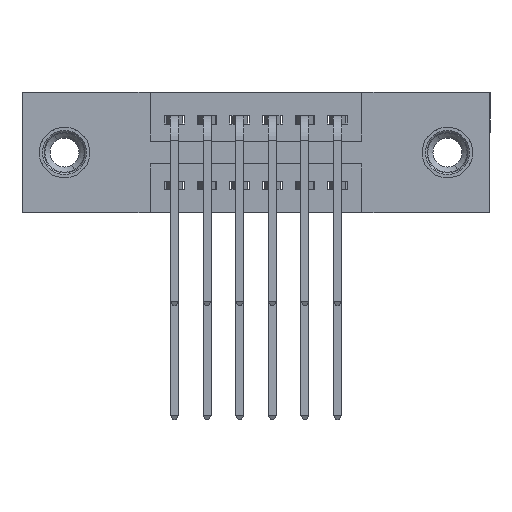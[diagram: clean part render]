
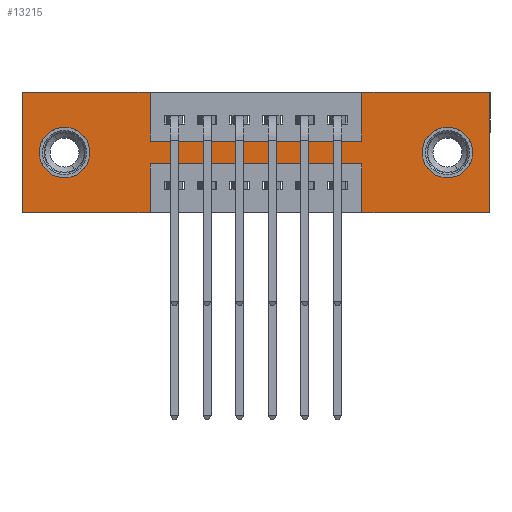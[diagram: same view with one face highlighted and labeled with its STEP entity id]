
A CAD part, front view. The second image highlights one B-rep face of the part: STEP entity #13215.
In plain terms, the highlighted planar face has unit normal (0, -1, 0).
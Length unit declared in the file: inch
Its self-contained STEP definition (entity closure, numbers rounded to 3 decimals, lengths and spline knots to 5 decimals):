
#82 = VERTEX_POINT ( 'NONE', #10155 ) ;
#107 = VERTEX_POINT ( 'NONE', #6354 ) ;
#122 = VERTEX_POINT ( 'NONE', #895 ) ;
#243 = DIRECTION ( 'NONE',  ( 0., 0., 1. ) ) ;
#246 = CARTESIAN_POINT ( 'NONE',  ( 0.3925, 0., -0.22 ) ) ;
#294 = CARTESIAN_POINT ( 'NONE',  ( 0., 0., -0.37 ) ) ;
#324 = VERTEX_POINT ( 'NONE', #3226 ) ;
#600 = EDGE_CURVE ( 'NONE', #6297, #8561, #2547, .T. ) ;
#679 = VECTOR ( 'NONE', #8558, 39.37008 ) ;
#824 = CARTESIAN_POINT ( 'NONE',  ( 0., 0., 0. ) ) ;
#895 = CARTESIAN_POINT ( 'NONE',  ( 0.13, 0., -0.263 ) ) ;
#1035 = CARTESIAN_POINT ( 'NONE',  ( 0.3925, 0., -0.15 ) ) ;
#1104 = CARTESIAN_POINT ( 'NONE',  ( 1.305, 0., -0.263 ) ) ;
#1132 = CARTESIAN_POINT ( 'NONE',  ( 0.3925, 0., 0. ) ) ;
#1146 = VECTOR ( 'NONE', #6807, 39.37008 ) ;
#1527 = CARTESIAN_POINT ( 'NONE',  ( 1.0425, 0., 0. ) ) ;
#1705 = ORIENTED_EDGE ( 'NONE', *, *, #9671, .F. ) ;
#1762 = AXIS2_PLACEMENT_3D ( 'NONE', #8898, #2663, #9890 ) ;
#1905 = CIRCLE ( 'NONE', #2676, 0.078 ) ;
#1913 = CARTESIAN_POINT ( 'NONE',  ( 0., 0., -0.37 ) ) ;
#1919 = ORIENTED_EDGE ( 'NONE', *, *, #10667, .F. ) ;
#2019 = ORIENTED_EDGE ( 'NONE', *, *, #11354, .T. ) ;
#2293 = ORIENTED_EDGE ( 'NONE', *, *, #9879, .F. ) ;
#2407 = DIRECTION ( 'NONE',  ( 0., 0., -1. ) ) ;
#2411 = CARTESIAN_POINT ( 'NONE',  ( 0.13, 0., -0.185 ) ) ;
#2547 = LINE ( 'NONE', #2990, #3754 ) ;
#2563 = ORIENTED_EDGE ( 'NONE', *, *, #7917, .T. ) ;
#2663 = DIRECTION ( 'NONE',  ( 0., 1., 0. ) ) ;
#2676 = AXIS2_PLACEMENT_3D ( 'NONE', #12617, #6554, #243 ) ;
#2881 = VERTEX_POINT ( 'NONE', #5920 ) ;
#2990 = CARTESIAN_POINT ( 'NONE',  ( 0., 0., 0. ) ) ;
#3222 = DIRECTION ( 'NONE',  ( 1., 0., 0. ) ) ;
#3226 = CARTESIAN_POINT ( 'NONE',  ( 1.305, 0., -0.107 ) ) ;
#3306 = ORIENTED_EDGE ( 'NONE', *, *, #5523, .F. ) ;
#3331 = VECTOR ( 'NONE', #11823, 39.37008 ) ;
#3501 = LINE ( 'NONE', #824, #8969 ) ;
#3508 = DIRECTION ( 'NONE',  ( 0., 0., 1. ) ) ;
#3586 = EDGE_LOOP ( 'NONE', ( #8135, #2019 ) ) ;
#3663 = LINE ( 'NONE', #8823, #1146 ) ;
#3676 = LINE ( 'NONE', #4767, #3331 ) ;
#3754 = VECTOR ( 'NONE', #3222, 39.37008 ) ;
#3937 = EDGE_CURVE ( 'NONE', #8896, #9054, #7252, .T. ) ;
#4114 = EDGE_CURVE ( 'NONE', #324, #11800, #8035, .T. ) ;
#4167 = VECTOR ( 'NONE', #4753, 39.37008 ) ;
#4246 = CARTESIAN_POINT ( 'NONE',  ( 1.0425, 0., -0.22 ) ) ;
#4275 = CARTESIAN_POINT ( 'NONE',  ( 0., 0., -0.37 ) ) ;
#4304 = VECTOR ( 'NONE', #6556, 39.37008 ) ;
#4525 = VECTOR ( 'NONE', #7665, 39.37008 ) ;
#4542 = PLANE ( 'NONE',  #6902 ) ;
#4753 = DIRECTION ( 'NONE',  ( 0., 0., 1. ) ) ;
#4767 = CARTESIAN_POINT ( 'NONE',  ( 0., 0., -0.37 ) ) ;
#5004 = FACE_BOUND ( 'NONE', #3586, .T. ) ;
#5039 = ORIENTED_EDGE ( 'NONE', *, *, #13315, .F. ) ;
#5273 = ORIENTED_EDGE ( 'NONE', *, *, #10289, .F. ) ;
#5453 = EDGE_CURVE ( 'NONE', #13041, #11775, #5607, .T. ) ;
#5523 = EDGE_CURVE ( 'NONE', #11775, #11284, #9718, .T. ) ;
#5607 = LINE ( 'NONE', #6415, #10337 ) ;
#5896 = LINE ( 'NONE', #1132, #8593 ) ;
#5907 = AXIS2_PLACEMENT_3D ( 'NONE', #11684, #13021, #13243 ) ;
#5920 = CARTESIAN_POINT ( 'NONE',  ( 0.13, 0., -0.107 ) ) ;
#6270 = ORIENTED_EDGE ( 'NONE', *, *, #3937, .F. ) ;
#6289 = DIRECTION ( 'NONE',  ( 1., 0., 0. ) ) ;
#6297 = VERTEX_POINT ( 'NONE', #1527 ) ;
#6329 = CARTESIAN_POINT ( 'NONE',  ( 1.0425, 0., -0.37 ) ) ;
#6351 = ORIENTED_EDGE ( 'NONE', *, *, #600, .F. ) ;
#6354 = CARTESIAN_POINT ( 'NONE',  ( 1.435, 0., -0.37 ) ) ;
#6415 = CARTESIAN_POINT ( 'NONE',  ( 1.0425, 0., -0.37 ) ) ;
#6506 = VERTEX_POINT ( 'NONE', #8092 ) ;
#6516 = VERTEX_POINT ( 'NONE', #7117 ) ;
#6554 = DIRECTION ( 'NONE',  ( 0., 1., 0. ) ) ;
#6556 = DIRECTION ( 'NONE',  ( -1., 0., 0. ) ) ;
#6746 = EDGE_CURVE ( 'NONE', #9054, #6506, #5896, .T. ) ;
#6785 = CARTESIAN_POINT ( 'NONE',  ( 1.435, 0., 0. ) ) ;
#6807 = DIRECTION ( 'NONE',  ( 0., 0., -1. ) ) ;
#6902 = AXIS2_PLACEMENT_3D ( 'NONE', #294, #8640, #2407 ) ;
#7117 = CARTESIAN_POINT ( 'NONE',  ( 0.3925, 0., -0.37 ) ) ;
#7252 = LINE ( 'NONE', #12568, #4525 ) ;
#7475 = DIRECTION ( 'NONE',  ( 0., 0., -1. ) ) ;
#7481 = EDGE_LOOP ( 'NONE', ( #12937, #2563 ) ) ;
#7559 = CARTESIAN_POINT ( 'NONE',  ( 0.3925, 0., -0.37 ) ) ;
#7665 = DIRECTION ( 'NONE',  ( 1., 0., 0. ) ) ;
#7761 = ORIENTED_EDGE ( 'NONE', *, *, #9007, .F. ) ;
#7784 = ORIENTED_EDGE ( 'NONE', *, *, #8883, .F. ) ;
#7917 = EDGE_CURVE ( 'NONE', #11800, #324, #11566, .T. ) ;
#8035 = CIRCLE ( 'NONE', #5907, 0.078 ) ;
#8092 = CARTESIAN_POINT ( 'NONE',  ( 0.3925, 0., -0.15 ) ) ;
#8135 = ORIENTED_EDGE ( 'NONE', *, *, #13154, .T. ) ;
#8148 = DIRECTION ( 'NONE',  ( 0., 0., 1. ) ) ;
#8221 = LINE ( 'NONE', #1035, #10566 ) ;
#8558 = DIRECTION ( 'NONE',  ( 0., 0., -1. ) ) ;
#8561 = VERTEX_POINT ( 'NONE', #6785 ) ;
#8593 = VECTOR ( 'NONE', #7475, 39.37008 ) ;
#8640 = DIRECTION ( 'NONE',  ( 0., -1., 0. ) ) ;
#8774 = VERTEX_POINT ( 'NONE', #1913 ) ;
#8823 = CARTESIAN_POINT ( 'NONE',  ( 1.435, 0., 0. ) ) ;
#8883 = EDGE_CURVE ( 'NONE', #6506, #82, #8221, .T. ) ;
#8896 = VERTEX_POINT ( 'NONE', #11394 ) ;
#8898 = CARTESIAN_POINT ( 'NONE',  ( 1.305, 0., -0.185 ) ) ;
#8969 = VECTOR ( 'NONE', #8148, 39.37008 ) ;
#8998 = LINE ( 'NONE', #7559, #679 ) ;
#9007 = EDGE_CURVE ( 'NONE', #11284, #6516, #8998, .T. ) ;
#9054 = VERTEX_POINT ( 'NONE', #12854 ) ;
#9338 = DIRECTION ( 'NONE',  ( -1., 0., 0. ) ) ;
#9515 = CARTESIAN_POINT ( 'NONE',  ( 0.3925, 0., -0.22 ) ) ;
#9644 = DIRECTION ( 'NONE',  ( 0., 1., 0. ) ) ;
#9671 = EDGE_CURVE ( 'NONE', #107, #13041, #3676, .T. ) ;
#9718 = LINE ( 'NONE', #246, #4304 ) ;
#9748 = VECTOR ( 'NONE', #9338, 39.37008 ) ;
#9879 = EDGE_CURVE ( 'NONE', #8774, #8896, #3501, .T. ) ;
#9890 = DIRECTION ( 'NONE',  ( 0., 0., -1. ) ) ;
#10023 = AXIS2_PLACEMENT_3D ( 'NONE', #2411, #9644, #3508 ) ;
#10060 = LINE ( 'NONE', #4275, #9748 ) ;
#10155 = CARTESIAN_POINT ( 'NONE',  ( 1.0425, 0., -0.15 ) ) ;
#10289 = EDGE_CURVE ( 'NONE', #82, #6297, #11984, .T. ) ;
#10337 = VECTOR ( 'NONE', #10433, 39.37008 ) ;
#10367 = FACE_BOUND ( 'NONE', #7481, .T. ) ;
#10433 = DIRECTION ( 'NONE',  ( 0., 0., 1. ) ) ;
#10566 = VECTOR ( 'NONE', #6289, 39.37008 ) ;
#10625 = ORIENTED_EDGE ( 'NONE', *, *, #6746, .F. ) ;
#10667 = EDGE_CURVE ( 'NONE', #6516, #8774, #10060, .T. ) ;
#10810 = CARTESIAN_POINT ( 'NONE',  ( 1.0425, 0., 0. ) ) ;
#11284 = VERTEX_POINT ( 'NONE', #9515 ) ;
#11354 = EDGE_CURVE ( 'NONE', #122, #2881, #12588, .T. ) ;
#11394 = CARTESIAN_POINT ( 'NONE',  ( 0., 0., 0. ) ) ;
#11566 = CIRCLE ( 'NONE', #1762, 0.078 ) ;
#11684 = CARTESIAN_POINT ( 'NONE',  ( 1.305, 0., -0.185 ) ) ;
#11714 = ORIENTED_EDGE ( 'NONE', *, *, #5453, .F. ) ;
#11775 = VERTEX_POINT ( 'NONE', #4246 ) ;
#11800 = VERTEX_POINT ( 'NONE', #1104 ) ;
#11823 = DIRECTION ( 'NONE',  ( -1., 0., 0. ) ) ;
#11984 = LINE ( 'NONE', #10810, #4167 ) ;
#12568 = CARTESIAN_POINT ( 'NONE',  ( 0., 0., 0. ) ) ;
#12588 = CIRCLE ( 'NONE', #10023, 0.078 ) ;
#12617 = CARTESIAN_POINT ( 'NONE',  ( 0.13, 0., -0.185 ) ) ;
#12854 = CARTESIAN_POINT ( 'NONE',  ( 0.3925, 0., 0. ) ) ;
#12937 = ORIENTED_EDGE ( 'NONE', *, *, #4114, .T. ) ;
#13021 = DIRECTION ( 'NONE',  ( 0., 1., 0. ) ) ;
#13041 = VERTEX_POINT ( 'NONE', #6329 ) ;
#13087 = FACE_OUTER_BOUND ( 'NONE', #13132, .T. ) ;
#13132 = EDGE_LOOP ( 'NONE', ( #7761, #3306, #11714, #1705, #5039, #6351, #5273, #7784, #10625, #6270, #2293, #1919 ) ) ;
#13154 = EDGE_CURVE ( 'NONE', #2881, #122, #1905, .T. ) ;
#13215 = ADVANCED_FACE ( 'NONE', ( #10367, #5004, #13087 ), #4542, .T. ) ;
#13243 = DIRECTION ( 'NONE',  ( 0., 0., -1. ) ) ;
#13315 = EDGE_CURVE ( 'NONE', #8561, #107, #3663, .T. ) ;
